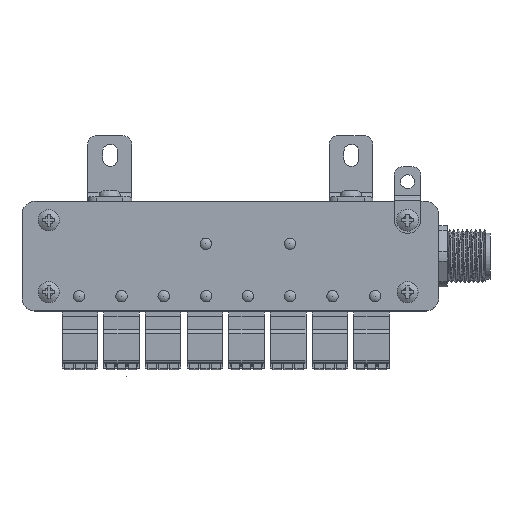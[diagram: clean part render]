
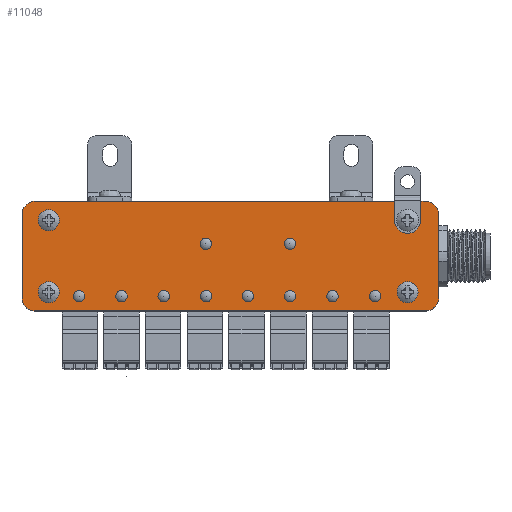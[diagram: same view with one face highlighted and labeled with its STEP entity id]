
A CAD part, top view. The second image highlights one B-rep face of the part: STEP entity #11048.
In plain terms, the highlighted planar face has unit normal (0, 0, 1).
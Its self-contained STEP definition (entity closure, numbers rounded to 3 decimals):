
#3189=CIRCLE('',#128079,3.);
#3217=CIRCLE('',#128128,1.1);
#3218=CIRCLE('',#128129,1.1);
#3219=CIRCLE('',#128130,1.1);
#3220=CIRCLE('',#128131,1.1);
#3221=CIRCLE('',#128132,1.1);
#3222=CIRCLE('',#128133,1.1);
#3223=CIRCLE('',#128134,1.1);
#3224=CIRCLE('',#128135,1.1);
#3225=CIRCLE('',#128136,1.1);
#3226=CIRCLE('',#128137,1.1);
#3227=CIRCLE('',#128138,2.4);
#3228=CIRCLE('',#128139,2.4);
#3229=CIRCLE('',#128140,2.4);
#3230=CIRCLE('',#128141,3.);
#3231=CIRCLE('',#128142,3.);
#3232=CIRCLE('',#128143,3.);
#3233=CIRCLE('',#128144,3.);
#4890=FACE_BOUND('',#29009,.T.);
#4891=FACE_BOUND('',#29010,.T.);
#4892=FACE_BOUND('',#29011,.T.);
#4893=FACE_BOUND('',#29012,.T.);
#4894=FACE_BOUND('',#29013,.T.);
#4895=FACE_BOUND('',#29014,.T.);
#4896=FACE_BOUND('',#29015,.T.);
#4897=FACE_BOUND('',#29016,.T.);
#4898=FACE_BOUND('',#29017,.T.);
#4899=FACE_BOUND('',#29018,.T.);
#4900=FACE_BOUND('',#29019,.T.);
#4901=FACE_BOUND('',#29020,.T.);
#4902=FACE_BOUND('',#29021,.T.);
#4903=FACE_BOUND('',#29022,.T.);
#11048=ADVANCED_FACE('',(#4890,#4891,#4892,#4893,#4894,#4895,#4896,#4897,
#4898,#4899,#4900,#4901,#4902,#4903),#16461,.F.);
#16461=PLANE('',#128145);
#29009=EDGE_LOOP('',(#61786));
#29010=EDGE_LOOP('',(#61787));
#29011=EDGE_LOOP('',(#61788));
#29012=EDGE_LOOP('',(#61789));
#29013=EDGE_LOOP('',(#61790));
#29014=EDGE_LOOP('',(#61791));
#29015=EDGE_LOOP('',(#61792));
#29016=EDGE_LOOP('',(#61793));
#29017=EDGE_LOOP('',(#61794));
#29018=EDGE_LOOP('',(#61795));
#29019=EDGE_LOOP('',(#61796));
#29020=EDGE_LOOP('',(#61797));
#29021=EDGE_LOOP('',(#61798));
#29022=EDGE_LOOP('',(#61799,#61800,#61801,#61802,#61803,#61804,#61805,#61806,
#61807,#61808,#61809,#61810));
#61786=ORIENTED_EDGE('',*,*,#90493,.T.);
#61787=ORIENTED_EDGE('',*,*,#90494,.T.);
#61788=ORIENTED_EDGE('',*,*,#90495,.T.);
#61789=ORIENTED_EDGE('',*,*,#90496,.T.);
#61790=ORIENTED_EDGE('',*,*,#90497,.T.);
#61791=ORIENTED_EDGE('',*,*,#90498,.T.);
#61792=ORIENTED_EDGE('',*,*,#90499,.T.);
#61793=ORIENTED_EDGE('',*,*,#90500,.T.);
#61794=ORIENTED_EDGE('',*,*,#90501,.T.);
#61795=ORIENTED_EDGE('',*,*,#90502,.T.);
#61796=ORIENTED_EDGE('',*,*,#90503,.F.);
#61797=ORIENTED_EDGE('',*,*,#90504,.F.);
#61798=ORIENTED_EDGE('',*,*,#90505,.F.);
#61799=ORIENTED_EDGE('',*,*,#90506,.F.);
#61800=ORIENTED_EDGE('',*,*,#90507,.F.);
#61801=ORIENTED_EDGE('',*,*,#90508,.F.);
#61802=ORIENTED_EDGE('',*,*,#90509,.F.);
#61803=ORIENTED_EDGE('',*,*,#90510,.F.);
#61804=ORIENTED_EDGE('',*,*,#90511,.F.);
#61805=ORIENTED_EDGE('',*,*,#90512,.F.);
#61806=ORIENTED_EDGE('',*,*,#90513,.F.);
#61807=ORIENTED_EDGE('',*,*,#90514,.F.);
#61808=ORIENTED_EDGE('',*,*,#90515,.F.);
#61809=ORIENTED_EDGE('',*,*,#90516,.F.);
#61810=ORIENTED_EDGE('',*,*,#90406,.F.);
#73807=VERTEX_POINT('',#198670);
#73808=VERTEX_POINT('',#198672);
#73866=VERTEX_POINT('',#198838);
#73867=VERTEX_POINT('',#198840);
#73868=VERTEX_POINT('',#198842);
#73869=VERTEX_POINT('',#198844);
#73870=VERTEX_POINT('',#198846);
#73871=VERTEX_POINT('',#198848);
#73872=VERTEX_POINT('',#198850);
#73873=VERTEX_POINT('',#198852);
#73874=VERTEX_POINT('',#198854);
#73875=VERTEX_POINT('',#198856);
#73876=VERTEX_POINT('',#198858);
#73877=VERTEX_POINT('',#198860);
#73878=VERTEX_POINT('',#198862);
#73879=VERTEX_POINT('',#198864);
#73880=VERTEX_POINT('',#198866);
#73881=VERTEX_POINT('',#198868);
#73882=VERTEX_POINT('',#198870);
#73883=VERTEX_POINT('',#198872);
#73884=VERTEX_POINT('',#198874);
#73885=VERTEX_POINT('',#198876);
#73886=VERTEX_POINT('',#198878);
#73887=VERTEX_POINT('',#198880);
#73888=VERTEX_POINT('',#198882);
#90406=EDGE_CURVE('',#73807,#73808,#3189,.T.);
#90493=EDGE_CURVE('',#73866,#73866,#3217,.T.);
#90494=EDGE_CURVE('',#73867,#73867,#3218,.T.);
#90495=EDGE_CURVE('',#73868,#73868,#3219,.T.);
#90496=EDGE_CURVE('',#73869,#73869,#3220,.T.);
#90497=EDGE_CURVE('',#73870,#73870,#3221,.T.);
#90498=EDGE_CURVE('',#73871,#73871,#3222,.T.);
#90499=EDGE_CURVE('',#73872,#73872,#3223,.T.);
#90500=EDGE_CURVE('',#73873,#73873,#3224,.T.);
#90501=EDGE_CURVE('',#73874,#73874,#3225,.T.);
#90502=EDGE_CURVE('',#73875,#73875,#3226,.T.);
#90503=EDGE_CURVE('',#73876,#73876,#3227,.T.);
#90504=EDGE_CURVE('',#73877,#73877,#3228,.T.);
#90505=EDGE_CURVE('',#73878,#73878,#3229,.T.);
#90506=EDGE_CURVE('',#73879,#73807,#105598,.T.);
#90507=EDGE_CURVE('',#73880,#73879,#105599,.T.);
#90508=EDGE_CURVE('',#73881,#73880,#3230,.T.);
#90509=EDGE_CURVE('',#73882,#73881,#105600,.T.);
#90510=EDGE_CURVE('',#73883,#73882,#3231,.T.);
#90511=EDGE_CURVE('',#73884,#73883,#105601,.T.);
#90512=EDGE_CURVE('',#73885,#73884,#3232,.T.);
#90513=EDGE_CURVE('',#73886,#73885,#105602,.T.);
#90514=EDGE_CURVE('',#73887,#73886,#3233,.T.);
#90515=EDGE_CURVE('',#73888,#73887,#105603,.T.);
#90516=EDGE_CURVE('',#73808,#73888,#105604,.T.);
#105598=LINE('',#198863,#120463);
#105599=LINE('',#198865,#120464);
#105600=LINE('',#198869,#120465);
#105601=LINE('',#198873,#120466);
#105602=LINE('',#198877,#120467);
#105603=LINE('',#198881,#120468);
#105604=LINE('',#198883,#120469);
#120463=VECTOR('',#157964,1.);
#120464=VECTOR('',#157965,1.);
#120465=VECTOR('',#157968,1.);
#120466=VECTOR('',#157971,1.);
#120467=VECTOR('',#157974,1.);
#120468=VECTOR('',#157977,1.);
#120469=VECTOR('',#157978,1.);
#128079=AXIS2_PLACEMENT_3D('',#198671,#157781,#157782);
#128128=AXIS2_PLACEMENT_3D('',#198837,#157938,#157939);
#128129=AXIS2_PLACEMENT_3D('',#198839,#157940,#157941);
#128130=AXIS2_PLACEMENT_3D('',#198841,#157942,#157943);
#128131=AXIS2_PLACEMENT_3D('',#198843,#157944,#157945);
#128132=AXIS2_PLACEMENT_3D('',#198845,#157946,#157947);
#128133=AXIS2_PLACEMENT_3D('',#198847,#157948,#157949);
#128134=AXIS2_PLACEMENT_3D('',#198849,#157950,#157951);
#128135=AXIS2_PLACEMENT_3D('',#198851,#157952,#157953);
#128136=AXIS2_PLACEMENT_3D('',#198853,#157954,#157955);
#128137=AXIS2_PLACEMENT_3D('',#198855,#157956,#157957);
#128138=AXIS2_PLACEMENT_3D('',#198857,#157958,#157959);
#128139=AXIS2_PLACEMENT_3D('',#198859,#157960,#157961);
#128140=AXIS2_PLACEMENT_3D('',#198861,#157962,#157963);
#128141=AXIS2_PLACEMENT_3D('',#198867,#157966,#157967);
#128142=AXIS2_PLACEMENT_3D('',#198871,#157969,#157970);
#128143=AXIS2_PLACEMENT_3D('',#198875,#157972,#157973);
#128144=AXIS2_PLACEMENT_3D('',#198879,#157975,#157976);
#128145=AXIS2_PLACEMENT_3D('',#198884,#157979,#157980);
#157781=DIRECTION('',(0.,0.,1.));
#157782=DIRECTION('',(-1.,0.,0.));
#157938=DIRECTION('',(0.,0.,-1.));
#157939=DIRECTION('',(-1.,0.,0.));
#157940=DIRECTION('',(0.,0.,-1.));
#157941=DIRECTION('',(-1.,0.,0.));
#157942=DIRECTION('',(0.,0.,-1.));
#157943=DIRECTION('',(-1.,0.,0.));
#157944=DIRECTION('',(0.,0.,-1.));
#157945=DIRECTION('',(-1.,0.,0.));
#157946=DIRECTION('',(0.,0.,-1.));
#157947=DIRECTION('',(-1.,0.,0.));
#157948=DIRECTION('',(0.,0.,-1.));
#157949=DIRECTION('',(-1.,0.,0.));
#157950=DIRECTION('',(0.,0.,-1.));
#157951=DIRECTION('',(-1.,0.,0.));
#157952=DIRECTION('',(0.,0.,-1.));
#157953=DIRECTION('',(-1.,0.,0.));
#157954=DIRECTION('',(0.,0.,-1.));
#157955=DIRECTION('',(-1.,0.,0.));
#157956=DIRECTION('',(0.,0.,-1.));
#157957=DIRECTION('',(-1.,0.,0.));
#157958=DIRECTION('',(0.,0.,1.));
#157959=DIRECTION('',(-1.,0.,0.));
#157960=DIRECTION('',(0.,0.,1.));
#157961=DIRECTION('',(-1.,0.,0.));
#157962=DIRECTION('',(0.,0.,1.));
#157963=DIRECTION('',(-1.,0.,0.));
#157964=DIRECTION('',(0.,-1.,0.));
#157965=DIRECTION('',(1.,0.,0.));
#157966=DIRECTION('',(0.,0.,-1.));
#157967=DIRECTION('',(-1.,0.,0.));
#157968=DIRECTION('',(0.,1.,0.));
#157969=DIRECTION('',(0.,0.,-1.));
#157970=DIRECTION('',(-1.,0.,0.));
#157971=DIRECTION('',(-1.,0.,0.));
#157972=DIRECTION('',(0.,0.,-1.));
#157973=DIRECTION('',(-1.,0.,0.));
#157974=DIRECTION('',(0.,-1.,0.));
#157975=DIRECTION('',(0.,0.,-1.));
#157976=DIRECTION('',(-1.,0.,0.));
#157977=DIRECTION('',(1.,0.,0.));
#157978=DIRECTION('',(0.,1.,0.));
#157979=DIRECTION('',(0.,0.,-1.));
#157980=DIRECTION('',(-1.,0.,0.));
#198670=CARTESIAN_POINT('',(82.4,20.7,20.));
#198671=CARTESIAN_POINT('',(85.4,20.7,20.));
#198672=CARTESIAN_POINT('',(88.4,20.7,20.));
#198837=CARTESIAN_POINT('',(10.6,3.4,20.));
#198838=CARTESIAN_POINT('',(9.5,3.4,20.));
#198839=CARTESIAN_POINT('',(20.2,3.4,20.));
#198840=CARTESIAN_POINT('',(19.1,3.4,20.));
#198841=CARTESIAN_POINT('',(29.8,3.4,20.));
#198842=CARTESIAN_POINT('',(28.7,3.4,20.));
#198843=CARTESIAN_POINT('',(39.4,3.4,20.));
#198844=CARTESIAN_POINT('',(38.3,3.4,20.));
#198845=CARTESIAN_POINT('',(39.4,15.3,20.));
#198846=CARTESIAN_POINT('',(38.3,15.3,20.));
#198847=CARTESIAN_POINT('',(49.,3.4,20.));
#198848=CARTESIAN_POINT('',(47.9,3.4,20.));
#198849=CARTESIAN_POINT('',(58.6,3.4,20.));
#198850=CARTESIAN_POINT('',(57.5,3.4,20.));
#198851=CARTESIAN_POINT('',(58.6,15.3,20.));
#198852=CARTESIAN_POINT('',(57.5,15.3,20.));
#198853=CARTESIAN_POINT('',(68.2,3.4,20.));
#198854=CARTESIAN_POINT('',(67.1,3.4,20.));
#198855=CARTESIAN_POINT('',(77.8,3.4,20.));
#198856=CARTESIAN_POINT('',(76.7,3.4,20.));
#198857=CARTESIAN_POINT('',(3.6,4.3,20.));
#198858=CARTESIAN_POINT('',(1.2,4.3,20.));
#198859=CARTESIAN_POINT('',(3.6,20.7,20.));
#198860=CARTESIAN_POINT('',(1.2,20.7,20.));
#198861=CARTESIAN_POINT('',(85.4,4.3,20.));
#198862=CARTESIAN_POINT('',(83.,4.3,20.));
#198863=CARTESIAN_POINT('',(82.4,35.5,20.));
#198864=CARTESIAN_POINT('',(82.4,25.,20.));
#198865=CARTESIAN_POINT('',(4.,25.,20.));
#198866=CARTESIAN_POINT('',(0.5,25.,20.));
#198867=CARTESIAN_POINT('',(0.5,22.,20.));
#198868=CARTESIAN_POINT('',(-2.5,22.,20.));
#198869=CARTESIAN_POINT('',(-2.5,4.,20.));
#198870=CARTESIAN_POINT('',(-2.5,3.,20.));
#198871=CARTESIAN_POINT('',(0.5,3.,20.));
#198872=CARTESIAN_POINT('',(0.5,0.,20.));
#198873=CARTESIAN_POINT('',(82.,0.,20.));
#198874=CARTESIAN_POINT('',(89.5,0.,20.));
#198875=CARTESIAN_POINT('',(89.5,3.,20.));
#198876=CARTESIAN_POINT('',(92.5,3.,20.));
#198877=CARTESIAN_POINT('',(92.5,19.,20.));
#198878=CARTESIAN_POINT('',(92.5,22.,20.));
#198879=CARTESIAN_POINT('',(89.5,22.,20.));
#198880=CARTESIAN_POINT('',(89.5,25.,20.));
#198881=CARTESIAN_POINT('',(4.,25.,20.));
#198882=CARTESIAN_POINT('',(88.4,25.,20.));
#198883=CARTESIAN_POINT('',(88.4,20.7,20.));
#198884=CARTESIAN_POINT('',(4.,4.,20.));
